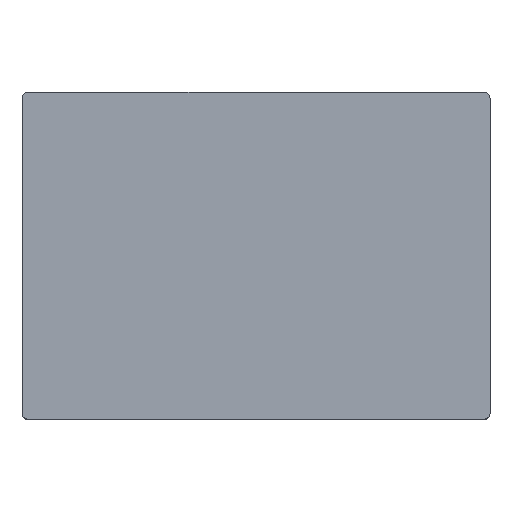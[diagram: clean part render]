
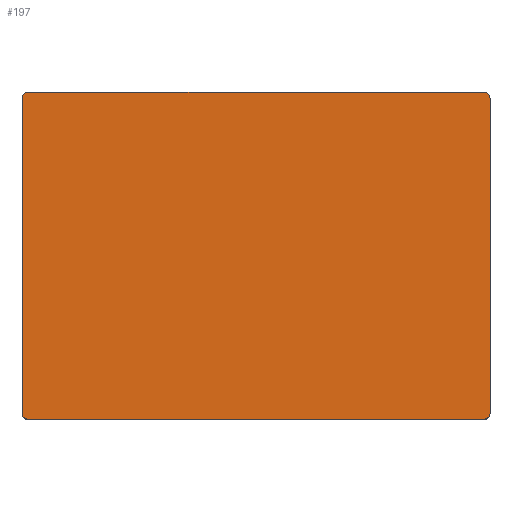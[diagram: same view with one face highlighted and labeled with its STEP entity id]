
A CAD part, top view. The second image highlights one B-rep face of the part: STEP entity #197.
In plain terms, the highlighted planar face has unit normal (0, 0, 1).
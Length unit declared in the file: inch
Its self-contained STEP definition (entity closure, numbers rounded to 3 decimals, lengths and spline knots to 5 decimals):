
#8 = VERTEX_POINT ( 'NONE', #374 ) ;
#12 = DIRECTION ( 'NONE',  ( 0., 0., 1. ) ) ;
#32 = EDGE_CURVE ( 'NONE', #1275, #450, #441, .T. ) ;
#39 = CARTESIAN_POINT ( 'NONE',  ( 5.092, -3.638, 3.75 ) ) ;
#42 = VERTEX_POINT ( 'NONE', #680 ) ;
#67 = VERTEX_POINT ( 'NONE', #774 ) ;
#86 = DIRECTION ( 'NONE',  ( -1., 0., 0. ) ) ;
#95 = CARTESIAN_POINT ( 'NONE',  ( -5.213, 0.002, 3.75 ) ) ;
#101 = VECTOR ( 'NONE', #830, 39.37008 ) ;
#140 = AXIS2_PLACEMENT_3D ( 'NONE', #1136, #1217, #212 ) ;
#146 = ORIENTED_EDGE ( 'NONE', *, *, #436, .T. ) ;
#161 = VECTOR ( 'NONE', #344, 39.37008 ) ;
#163 = ORIENTED_EDGE ( 'NONE', *, *, #220, .T. ) ;
#176 = CIRCLE ( 'NONE', #692, 0.125 ) ;
#183 = ORIENTED_EDGE ( 'NONE', *, *, #193, .T. ) ;
#193 = EDGE_CURVE ( 'NONE', #450, #309, #1249, .T. ) ;
#197 = ADVANCED_FACE ( 'NONE', ( #725 ), #598, .T. ) ;
#212 = DIRECTION ( 'NONE',  ( 1., 0., 0. ) ) ;
#220 = EDGE_CURVE ( 'NONE', #8, #493, #176, .T. ) ;
#224 = EDGE_CURVE ( 'NONE', #493, #1275, #1110, .T. ) ;
#238 = ORIENTED_EDGE ( 'NONE', *, *, #224, .T. ) ;
#240 = CARTESIAN_POINT ( 'NONE',  ( 0.002, 3.642, 3.75 ) ) ;
#266 = AXIS2_PLACEMENT_3D ( 'NONE', #1190, #369, #563 ) ;
#267 = VECTOR ( 'NONE', #403, 39.37008 ) ;
#294 = CARTESIAN_POINT ( 'NONE',  ( -5.088, -3.638, 3.75 ) ) ;
#309 = VERTEX_POINT ( 'NONE', #351 ) ;
#316 = CARTESIAN_POINT ( 'NONE',  ( 5.217, 0.002, 3.75 ) ) ;
#344 = DIRECTION ( 'NONE',  ( -1., 0., 0. ) ) ;
#349 = ORIENTED_EDGE ( 'NONE', *, *, #941, .T. ) ;
#351 = CARTESIAN_POINT ( 'NONE',  ( 5.217, 3.517, 3.75 ) ) ;
#369 = DIRECTION ( 'NONE',  ( 0., 0., 1. ) ) ;
#374 = CARTESIAN_POINT ( 'NONE',  ( -5.213, -3.513, 3.75 ) ) ;
#399 = AXIS2_PLACEMENT_3D ( 'NONE', #786, #1204, #471 ) ;
#403 = DIRECTION ( 'NONE',  ( 1., 0., 0. ) ) ;
#436 = EDGE_CURVE ( 'NONE', #67, #710, #1302, .T. ) ;
#441 = CIRCLE ( 'NONE', #266, 0.125 ) ;
#450 = VERTEX_POINT ( 'NONE', #889 ) ;
#471 = DIRECTION ( 'NONE',  ( -1., 0., 0. ) ) ;
#493 = VERTEX_POINT ( 'NONE', #294 ) ;
#518 = ORIENTED_EDGE ( 'NONE', *, *, #32, .T. ) ;
#551 = CIRCLE ( 'NONE', #1265, 0.125 ) ;
#563 = DIRECTION ( 'NONE',  ( -1., 0., 0. ) ) ;
#598 = PLANE ( 'NONE',  #140 ) ;
#630 = ORIENTED_EDGE ( 'NONE', *, *, #684, .T. ) ;
#642 = CARTESIAN_POINT ( 'NONE',  ( 5.092, 3.517, 3.75 ) ) ;
#646 = CARTESIAN_POINT ( 'NONE',  ( -5.213, 3.517, 3.75 ) ) ;
#680 = CARTESIAN_POINT ( 'NONE',  ( 5.092, 3.642, 3.75 ) ) ;
#684 = EDGE_CURVE ( 'NONE', #710, #8, #1034, .T. ) ;
#688 = LINE ( 'NONE', #240, #161 ) ;
#692 = AXIS2_PLACEMENT_3D ( 'NONE', #925, #12, #86 ) ;
#710 = VERTEX_POINT ( 'NONE', #646 ) ;
#725 = FACE_OUTER_BOUND ( 'NONE', #860, .T. ) ;
#735 = DIRECTION ( 'NONE',  ( 0., 0., 1. ) ) ;
#751 = ORIENTED_EDGE ( 'NONE', *, *, #1124, .T. ) ;
#774 = CARTESIAN_POINT ( 'NONE',  ( -5.088, 3.642, 3.75 ) ) ;
#786 = CARTESIAN_POINT ( 'NONE',  ( -5.088, 3.517, 3.75 ) ) ;
#830 = DIRECTION ( 'NONE',  ( 0., -1., 0. ) ) ;
#860 = EDGE_LOOP ( 'NONE', ( #183, #349, #751, #146, #630, #163, #238, #518 ) ) ;
#889 = CARTESIAN_POINT ( 'NONE',  ( 5.217, -3.513, 3.75 ) ) ;
#925 = CARTESIAN_POINT ( 'NONE',  ( -5.088, -3.513, 3.75 ) ) ;
#941 = EDGE_CURVE ( 'NONE', #309, #42, #551, .T. ) ;
#1015 = DIRECTION ( 'NONE',  ( -1., 0., 0. ) ) ;
#1023 = DIRECTION ( 'NONE',  ( 0., 1., 0. ) ) ;
#1034 = LINE ( 'NONE', #95, #101 ) ;
#1110 = LINE ( 'NONE', #1325, #267 ) ;
#1124 = EDGE_CURVE ( 'NONE', #42, #67, #688, .T. ) ;
#1136 = CARTESIAN_POINT ( 'NONE',  ( 0.002, 0.002, 3.75 ) ) ;
#1150 = VECTOR ( 'NONE', #1023, 39.37008 ) ;
#1190 = CARTESIAN_POINT ( 'NONE',  ( 5.092, -3.513, 3.75 ) ) ;
#1204 = DIRECTION ( 'NONE',  ( 0., 0., 1. ) ) ;
#1217 = DIRECTION ( 'NONE',  ( 0., 0., 1. ) ) ;
#1249 = LINE ( 'NONE', #316, #1150 ) ;
#1265 = AXIS2_PLACEMENT_3D ( 'NONE', #642, #735, #1015 ) ;
#1275 = VERTEX_POINT ( 'NONE', #39 ) ;
#1302 = CIRCLE ( 'NONE', #399, 0.125 ) ;
#1325 = CARTESIAN_POINT ( 'NONE',  ( 0.002, -3.638, 3.75 ) ) ;
